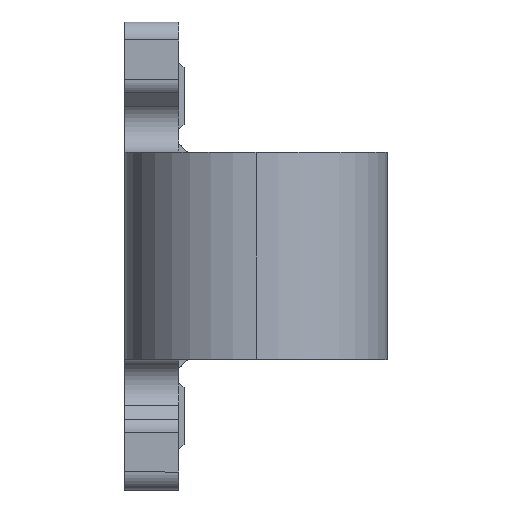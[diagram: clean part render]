
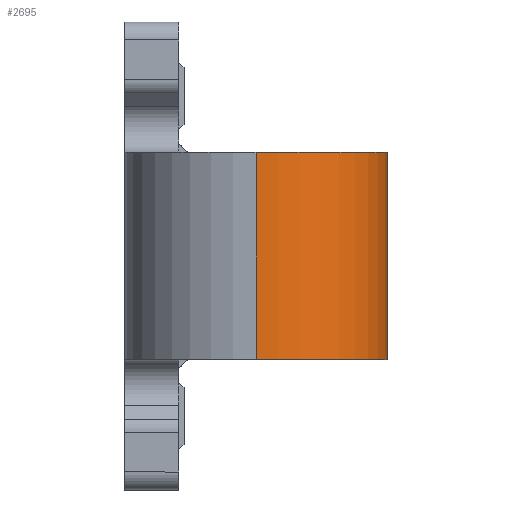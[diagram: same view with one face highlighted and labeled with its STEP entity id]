
A CAD part, left-side view. The second image highlights one B-rep face of the part: STEP entity #2695.
In plain terms, the highlighted cylindrical face has radius 7.3 mm (diameter 14.6 mm), a partial arc.
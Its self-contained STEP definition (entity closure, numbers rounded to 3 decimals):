
#34 = AXIS2_PLACEMENT_3D ( 'NONE', #3305, #1751, #3551 ) ;
#37 = AXIS2_PLACEMENT_3D ( 'NONE', #2004, #220, #2274 ) ;
#58 = VERTEX_POINT ( 'NONE', #1352 ) ;
#80 = VERTEX_POINT ( 'NONE', #1073 ) ;
#200 = CIRCLE ( 'NONE', #34, 7.3 ) ;
#220 = DIRECTION ( 'NONE',  ( 0., 0., -1. ) ) ;
#276 = ORIENTED_EDGE ( 'NONE', *, *, #1633, .T. ) ;
#277 = ORIENTED_EDGE ( 'NONE', *, *, #3470, .F. ) ;
#349 = ORIENTED_EDGE ( 'NONE', *, *, #3460, .F. ) ;
#399 = CIRCLE ( 'NONE', #37, 7.3 ) ;
#569 = CARTESIAN_POINT ( 'NONE',  ( -27.5, -4.3, 27.646 ) ) ;
#627 = DIRECTION ( 'NONE',  ( 0., 0., -1. ) ) ;
#631 = VECTOR ( 'NONE', #1151, 1000. ) ;
#755 = LINE ( 'NONE', #569, #631 ) ;
#943 = ORIENTED_EDGE ( 'NONE', *, *, #3487, .F. ) ;
#1001 = AXIS2_PLACEMENT_3D ( 'NONE', #1978, #2238, #2249 ) ;
#1073 = CARTESIAN_POINT ( 'NONE',  ( -27.5, -4.3, -5.75 ) ) ;
#1151 = DIRECTION ( 'NONE',  ( 0., 0., -1. ) ) ;
#1208 = CARTESIAN_POINT ( 'NONE',  ( -13.501, -7.201, 5.75 ) ) ;
#1218 = LINE ( 'NONE', #3363, #3198 ) ;
#1284 = EDGE_LOOP ( 'NONE', ( #943, #276, #277, #349 ) ) ;
#1352 = CARTESIAN_POINT ( 'NONE',  ( -13.501, -7.201, -5.75 ) ) ;
#1471 = CARTESIAN_POINT ( 'NONE',  ( -27.5, -4.3, 5.75 ) ) ;
#1633 = EDGE_CURVE ( 'NONE', #2057, #80, #755, .T. ) ;
#1751 = DIRECTION ( 'NONE',  ( 0., 0., 1. ) ) ;
#1978 = CARTESIAN_POINT ( 'NONE',  ( -20.2, -4.3, 27.646 ) ) ;
#2004 = CARTESIAN_POINT ( 'NONE',  ( -20.2, -4.3, -5.75 ) ) ;
#2057 = VERTEX_POINT ( 'NONE', #1471 ) ;
#2190 = CYLINDRICAL_SURFACE ( 'NONE', #1001, 7.3 ) ;
#2238 = DIRECTION ( 'NONE',  ( 0., 0., -1. ) ) ;
#2249 = DIRECTION ( 'NONE',  ( -1., 0., 0. ) ) ;
#2274 = DIRECTION ( 'NONE',  ( -1., 0., 0. ) ) ;
#2695 = ADVANCED_FACE ( 'NONE', ( #2902 ), #2190, .T. ) ;
#2902 = FACE_OUTER_BOUND ( 'NONE', #1284, .T. ) ;
#3198 = VECTOR ( 'NONE', #627, 1000. ) ;
#3305 = CARTESIAN_POINT ( 'NONE',  ( -20.2, -4.3, 5.75 ) ) ;
#3363 = CARTESIAN_POINT ( 'NONE',  ( -13.501, -7.201, 13. ) ) ;
#3460 = EDGE_CURVE ( 'NONE', #3581, #58, #1218, .T. ) ;
#3470 = EDGE_CURVE ( 'NONE', #58, #80, #399, .T. ) ;
#3487 = EDGE_CURVE ( 'NONE', #2057, #3581, #200, .T. ) ;
#3551 = DIRECTION ( 'NONE',  ( -1., 0., 0. ) ) ;
#3581 = VERTEX_POINT ( 'NONE', #1208 ) ;
